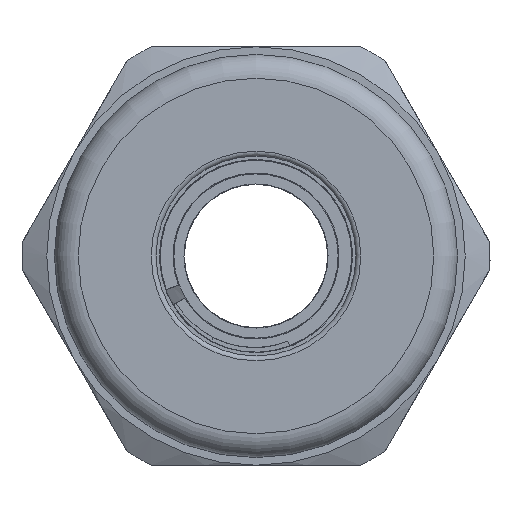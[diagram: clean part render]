
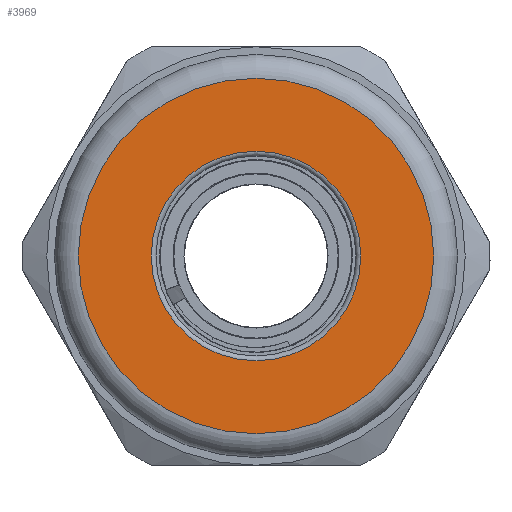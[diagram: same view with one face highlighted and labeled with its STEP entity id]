
A CAD part, left-side view. The second image highlights one B-rep face of the part: STEP entity #3969.
In plain terms, the highlighted planar face has unit normal (-1, 0, 0).
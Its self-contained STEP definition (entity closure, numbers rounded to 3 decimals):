
#661=PLANE('',#4426);
#818=FACE_BOUND('',#1300,.T.);
#993=FACE_OUTER_BOUND('',#1299,.T.);
#1299=EDGE_LOOP('',(#3110));
#1300=EDGE_LOOP('',(#3111));
#1664=CIRCLE('',#4425,6.51);
#1665=CIRCLE('',#4427,11.045);
#1937=VERTEX_POINT('',#10846);
#1938=VERTEX_POINT('',#10849);
#2380=EDGE_CURVE('',#1937,#1937,#1664,.T.);
#2381=EDGE_CURVE('',#1938,#1938,#1665,.T.);
#3110=ORIENTED_EDGE('',*,*,#2381,.F.);
#3111=ORIENTED_EDGE('',*,*,#2380,.T.);
#3969=ADVANCED_FACE('',(#993,#818),#661,.T.);
#4425=AXIS2_PLACEMENT_3D('',#10847,#5151,#5152);
#4426=AXIS2_PLACEMENT_3D('',#10848,#5153,#5154);
#4427=AXIS2_PLACEMENT_3D('',#10850,#5155,#5156);
#5151=DIRECTION('center_axis',(1.,0.,0.));
#5152=DIRECTION('ref_axis',(0.,0.,-1.));
#5153=DIRECTION('center_axis',(-1.,0.,0.));
#5154=DIRECTION('ref_axis',(0.,0.,1.));
#5155=DIRECTION('center_axis',(1.,0.,0.));
#5156=DIRECTION('ref_axis',(0.,0.,-1.));
#10846=CARTESIAN_POINT('',(-13.13,6.51,0.));
#10847=CARTESIAN_POINT('Origin',(-13.13,0.,0.));
#10848=CARTESIAN_POINT('Origin',(-13.13,11.045,0.));
#10849=CARTESIAN_POINT('',(-13.13,11.045,0.));
#10850=CARTESIAN_POINT('Origin',(-13.13,0.,0.));
